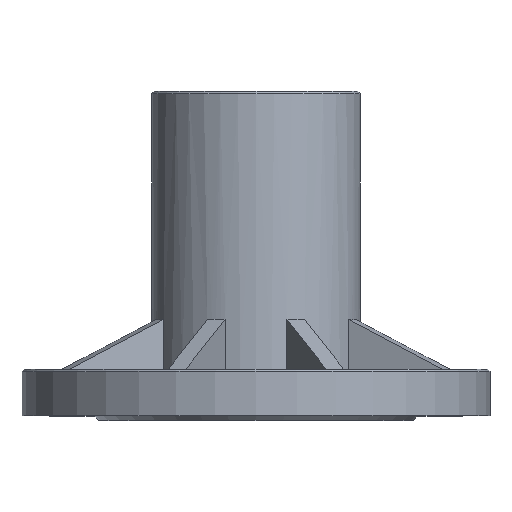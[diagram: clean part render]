
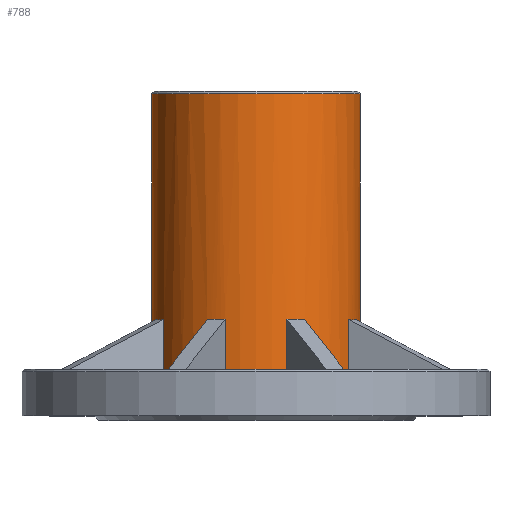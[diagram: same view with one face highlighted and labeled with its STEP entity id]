
A CAD part, top view. The second image highlights one B-rep face of the part: STEP entity #788.
In plain terms, the highlighted cylindrical face has radius 45 mm (diameter 90 mm), a partial arc.
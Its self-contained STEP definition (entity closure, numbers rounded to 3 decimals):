
#376 = EDGE_CURVE( '', #616, #740, #1055, .T. );
#384 = VERTEX_POINT( '', #1063 );
#390 = EDGE_CURVE( '', #740, #978, #1069, .T. );
#394 = EDGE_CURVE( '', #846, #834, #1073, .T. );
#446 = VERTEX_POINT( '', #1132 );
#458 = EDGE_CURVE( '', #778, #766, #1146, .T. );
#460 = EDGE_CURVE( '', #384, #692, #1148, .T. );
#468 = EDGE_CURVE( '', #692, #636, #1156, .T. );
#520 = EDGE_CURVE( '', #446, #834, #1212, .T. );
#568 = VERTEX_POINT( '', #1275 );
#572 = VERTEX_POINT( '', #1280 );
#592 = EDGE_CURVE( '', #572, #384, #1301, .T. );
#600 = EDGE_CURVE( '', #568, #736, #1310, .T. );
#602 = EDGE_CURVE( '', #696, #666, #1312, .T. );
#608 = EDGE_CURVE( '', #736, #858, #1318, .T. );
#616 = VERTEX_POINT( '', #1328 );
#636 = VERTEX_POINT( '', #1353 );
#642 = EDGE_CURVE( '', #746, #738, #1359, .T. );
#666 = VERTEX_POINT( '', #1396 );
#676 = EDGE_CURVE( '', #572, #878, #1406, .T. );
#690 = EDGE_CURVE( '', #616, #666, #1422, .T. );
#692 = VERTEX_POINT( '', #1424 );
#696 = VERTEX_POINT( '', #1428 );
#736 = VERTEX_POINT( '', #1473 );
#738 = VERTEX_POINT( '', #1475 );
#740 = VERTEX_POINT( '', #1477 );
#746 = VERTEX_POINT( '', #1483 );
#752 = EDGE_CURVE( '', #846, #568, #1489, .T. );
#766 = VERTEX_POINT( '', #1504 );
#776 = EDGE_CURVE( '', #746, #858, #1514, .T. );
#778 = VERTEX_POINT( '', #1516 );
#788 = ADVANCED_FACE( '', ( #1526 ), #1527, .T. );
#790 = EDGE_CURVE( '', #738, #696, #1529, .T. );
#834 = VERTEX_POINT( '', #1577 );
#846 = VERTEX_POINT( '', #1591 );
#858 = VERTEX_POINT( '', #1603 );
#878 = VERTEX_POINT( '', #1624 );
#890 = EDGE_CURVE( '', #446, #766, #1636, .T. );
#962 = EDGE_CURVE( '', #978, #878, #1717, .T. );
#978 = VERTEX_POINT( '', #1733 );
#982 = EDGE_CURVE( '', #778, #636, #1737, .T. );
#1055 = LINE( '', #1809, #1810 );
#1063 = CARTESIAN_POINT( '', ( 39.833, 43.603, 20.937 ) );
#1069 = ELLIPSE( '', #1830, 50.09, 45. );
#1073 = CIRCLE( '', #1837, 45. );
#1132 = CARTESIAN_POINT( '', ( -45., 141., 0. ) );
#1146 = LINE( '', #1933, #1934 );
#1148 = ELLIPSE( '', #1937, 50.09, 45. );
#1156 = LINE( '', #1950, #1951 );
#1212 = LINE( '', #2030, #2031 );
#1275 = CARTESIAN_POINT( '', ( -42.971, 43.603, 13.361 ) );
#1280 = CARTESIAN_POINT( '', ( 39.833, 22., 20.937 ) );
#1301 = LINE( '', #2142, #2143 );
#1310 = ELLIPSE( '', #2155, 50.09, 45. );
#1312 = LINE( '', #2158, #2159 );
#1318 = LINE( '', #2168, #2169 );
#1328 = CARTESIAN_POINT( '', ( 13.361, 22., 42.971 ) );
#1353 = CARTESIAN_POINT( '', ( 42.971, 22., 13.361 ) );
#1359 = LINE( '', #2217, #2218 );
#1396 = CARTESIAN_POINT( '', ( -13.361, 22., 42.971 ) );
#1406 = CIRCLE( '', #2275, 45. );
#1422 = CIRCLE( '', #2294, 45. );
#1424 = CARTESIAN_POINT( '', ( 42.971, 43.603, 13.361 ) );
#1428 = CARTESIAN_POINT( '', ( -13.361, 43.603, 42.971 ) );
#1473 = CARTESIAN_POINT( '', ( -39.833, 43.603, 20.937 ) );
#1475 = CARTESIAN_POINT( '', ( -20.937, 43.603, 39.833 ) );
#1477 = CARTESIAN_POINT( '', ( 13.361, 43.603, 42.971 ) );
#1483 = CARTESIAN_POINT( '', ( -20.937, 22., 39.833 ) );
#1489 = LINE( '', #2381, #2382 );
#1504 = CARTESIAN_POINT( '', ( 45., 141., 0. ) );
#1514 = CIRCLE( '', #2420, 45. );
#1516 = CARTESIAN_POINT( '', ( 45., 22., 0. ) );
#1526 = FACE_OUTER_BOUND( '', #2435, .T. );
#1527 = CYLINDRICAL_SURFACE( '', #2436, 45. );
#1529 = ELLIPSE( '', #2439, 50.09, 45. );
#1577 = CARTESIAN_POINT( '', ( -45., 22., 0. ) );
#1591 = CARTESIAN_POINT( '', ( -42.971, 22., 13.361 ) );
#1603 = CARTESIAN_POINT( '', ( -39.833, 22., 20.937 ) );
#1624 = CARTESIAN_POINT( '', ( 20.937, 22., 39.833 ) );
#1636 = CIRCLE( '', #2582, 45. );
#1717 = LINE( '', #2688, #2689 );
#1733 = CARTESIAN_POINT( '', ( 20.937, 43.603, 39.833 ) );
#1737 = CIRCLE( '', #2716, 45. );
#1809 = CARTESIAN_POINT( '', ( 13.361, 33., 42.971 ) );
#1810 = VECTOR( '', #2802, 1. );
#1830 = AXIS2_PLACEMENT_3D( '', #2808, #2809, #2810 );
#1837 = AXIS2_PLACEMENT_3D( '', #2812, #2813, #2814 );
#1933 = CARTESIAN_POINT( '', ( 45., 81.5, 0. ) );
#1934 = VECTOR( '', #2911, 1. );
#1937 = AXIS2_PLACEMENT_3D( '', #2912, #2913, #2914 );
#1950 = CARTESIAN_POINT( '', ( 42.971, 33., 13.361 ) );
#1951 = VECTOR( '', #2917, 1. );
#2030 = CARTESIAN_POINT( '', ( -45., 81.5, 0. ) );
#2031 = VECTOR( '', #2980, 1. );
#2142 = CARTESIAN_POINT( '', ( 39.833, 33., 20.937 ) );
#2143 = VECTOR( '', #3111, 1. );
#2155 = AXIS2_PLACEMENT_3D( '', #3120, #3121, #3122 );
#2158 = CARTESIAN_POINT( '', ( -13.361, 33., 42.971 ) );
#2159 = VECTOR( '', #3123, 1. );
#2168 = CARTESIAN_POINT( '', ( -39.833, 33., 20.937 ) );
#2169 = VECTOR( '', #3125, 1. );
#2217 = CARTESIAN_POINT( '', ( -20.937, 33., 39.833 ) );
#2218 = VECTOR( '', #3189, 1. );
#2275 = AXIS2_PLACEMENT_3D( '', #3249, #3250, #3251 );
#2294 = AXIS2_PLACEMENT_3D( '', #3274, #3275, #3276 );
#2381 = CARTESIAN_POINT( '', ( -42.971, 33., 13.361 ) );
#2382 = VECTOR( '', #3337, 1. );
#2420 = AXIS2_PLACEMENT_3D( '', #3362, #3363, #3364 );
#2435 = EDGE_LOOP( '', ( #3370, #3371, #3372, #3373, #3374, #3375, #3376, #3377, #3378, #3379, #3380, #3381, #3382, #3383, #3384, #3385, #3386, #3387, #3388, #3389 ) );
#2436 = AXIS2_PLACEMENT_3D( '', #3390, #3391, #3392 );
#2439 = AXIS2_PLACEMENT_3D( '', #3393, #3394, #3395 );
#2582 = AXIS2_PLACEMENT_3D( '', #3489, #3490, #3491 );
#2688 = CARTESIAN_POINT( '', ( 20.937, 33., 39.833 ) );
#2689 = VECTOR( '', #3607, 1. );
#2716 = AXIS2_PLACEMENT_3D( '', #3616, #3617, #3618 );
#2802 = DIRECTION( '', ( 0., 1., 0. ) );
#2808 = CARTESIAN_POINT( '', ( 0., 65.511, 0. ) );
#2809 = DIRECTION( '', ( 0.168, 0.898, 0.406 ) );
#2810 = DIRECTION( '', ( 0.344, -0.439, 0.83 ) );
#2812 = CARTESIAN_POINT( '', ( 0., 22., 0. ) );
#2813 = DIRECTION( '', ( 0., -1., 0. ) );
#2814 = DIRECTION( '', ( 1., 0., 0. ) );
#2911 = DIRECTION( '', ( 0., 1., 0. ) );
#2912 = CARTESIAN_POINT( '', ( 0., 65.511, 0. ) );
#2913 = DIRECTION( '', ( 0.406, 0.898, 0.168 ) );
#2914 = DIRECTION( '', ( 0.83, -0.439, 0.344 ) );
#2917 = DIRECTION( '', ( 0., -1., 0. ) );
#2980 = DIRECTION( '', ( 0., -1., 0. ) );
#3111 = DIRECTION( '', ( 0., 1., 0. ) );
#3120 = CARTESIAN_POINT( '', ( 0., 65.511, 0. ) );
#3121 = DIRECTION( '', ( -0.406, 0.898, 0.168 ) );
#3122 = DIRECTION( '', ( 0.83, 0.439, -0.344 ) );
#3123 = DIRECTION( '', ( 0., -1., 0. ) );
#3125 = DIRECTION( '', ( 0., -1., 0. ) );
#3189 = DIRECTION( '', ( 0., 1., 0. ) );
#3249 = CARTESIAN_POINT( '', ( 0., 22., 0. ) );
#3250 = DIRECTION( '', ( 0., -1., 0. ) );
#3251 = DIRECTION( '', ( 1., 0., 0. ) );
#3274 = CARTESIAN_POINT( '', ( 0., 22., 0. ) );
#3275 = DIRECTION( '', ( 0., -1., 0. ) );
#3276 = DIRECTION( '', ( 1., 0., 0. ) );
#3337 = DIRECTION( '', ( 0., 1., 0. ) );
#3362 = CARTESIAN_POINT( '', ( 0., 22., 0. ) );
#3363 = DIRECTION( '', ( 0., -1., 0. ) );
#3364 = DIRECTION( '', ( 1., 0., 0. ) );
#3370 = ORIENTED_EDGE( '', *, *, #458, .T. );
#3371 = ORIENTED_EDGE( '', *, *, #890, .F. );
#3372 = ORIENTED_EDGE( '', *, *, #520, .T. );
#3373 = ORIENTED_EDGE( '', *, *, #394, .F. );
#3374 = ORIENTED_EDGE( '', *, *, #752, .T. );
#3375 = ORIENTED_EDGE( '', *, *, #600, .T. );
#3376 = ORIENTED_EDGE( '', *, *, #608, .T. );
#3377 = ORIENTED_EDGE( '', *, *, #776, .F. );
#3378 = ORIENTED_EDGE( '', *, *, #642, .T. );
#3379 = ORIENTED_EDGE( '', *, *, #790, .T. );
#3380 = ORIENTED_EDGE( '', *, *, #602, .T. );
#3381 = ORIENTED_EDGE( '', *, *, #690, .F. );
#3382 = ORIENTED_EDGE( '', *, *, #376, .T. );
#3383 = ORIENTED_EDGE( '', *, *, #390, .T. );
#3384 = ORIENTED_EDGE( '', *, *, #962, .T. );
#3385 = ORIENTED_EDGE( '', *, *, #676, .F. );
#3386 = ORIENTED_EDGE( '', *, *, #592, .T. );
#3387 = ORIENTED_EDGE( '', *, *, #460, .T. );
#3388 = ORIENTED_EDGE( '', *, *, #468, .T. );
#3389 = ORIENTED_EDGE( '', *, *, #982, .F. );
#3390 = CARTESIAN_POINT( '', ( 0., 81.5, 0. ) );
#3391 = DIRECTION( '', ( 0., -1., 0. ) );
#3392 = DIRECTION( '', ( 1., 0., 0. ) );
#3393 = CARTESIAN_POINT( '', ( 0., 65.511, 0. ) );
#3394 = DIRECTION( '', ( -0.168, 0.898, 0.406 ) );
#3395 = DIRECTION( '', ( 0.344, 0.439, -0.83 ) );
#3489 = CARTESIAN_POINT( '', ( 0., 141., 0. ) );
#3490 = DIRECTION( '', ( 0., 1., 0. ) );
#3491 = DIRECTION( '', ( 1., 0., 0. ) );
#3607 = DIRECTION( '', ( 0., -1., 0. ) );
#3616 = CARTESIAN_POINT( '', ( 0., 22., 0. ) );
#3617 = DIRECTION( '', ( 0., -1., 0. ) );
#3618 = DIRECTION( '', ( 1., 0., 0. ) );
